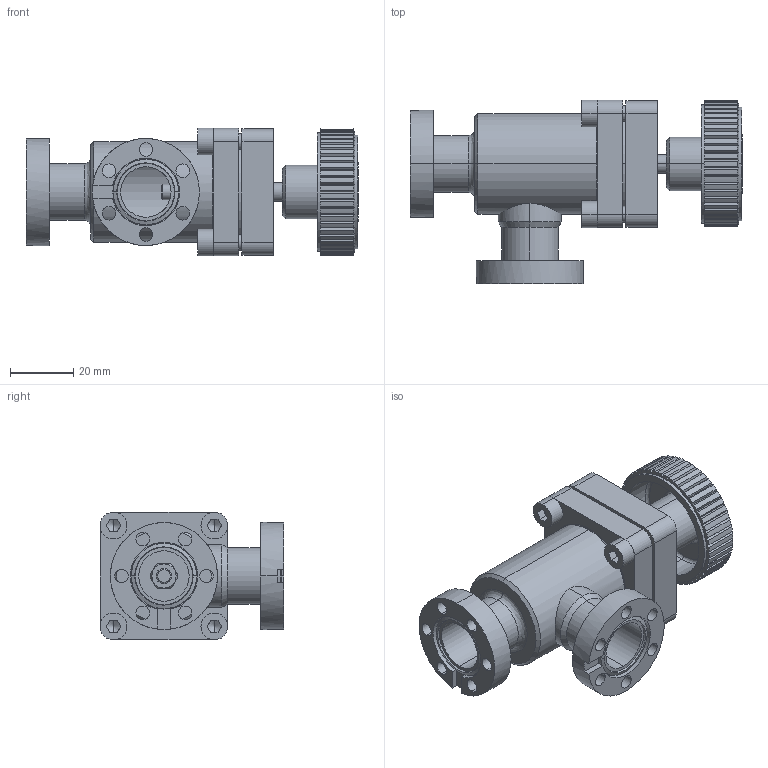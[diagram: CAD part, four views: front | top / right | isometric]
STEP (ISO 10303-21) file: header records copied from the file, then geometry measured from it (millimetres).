
FILE_DESCRIPTION (( 'STEP AP214' ), '1' );
FILE_NAME ('420VEM016. .step', '2018-08-30T11:05:28', ( 'install' ), ( '' ), 'SwSTEP 2.0', 'SolidWorks 2015', '' );
FILE_SCHEMA (( 'AUTOMOTIVE_DESIGN' ));
Length unit declared in the file: millimetre
Products named in the file (1): 420VEM016. 
Bounding box: 105.38 x 58.3 x 40.5 mm (x, y, z)
Volume: 54413.5 mm3; surface area: 42804.3 mm2
Topology: 14 solids, 14 shells, 618 faces, 1578 edges, 1023 vertices
Faces by surface type: plane 265, cylinder 257, cone 58, bspline 30, torus 8
Entity records: 27604 total; most frequent: CARTESIAN_POINT 5585, DIRECTION 3160, ORIENTED_EDGE 3140, EDGE_CURVE 1570, AXIS2_PLACEMENT_3D 1221, VERTEX_POINT 1023, LINE 718, VECTOR 718
